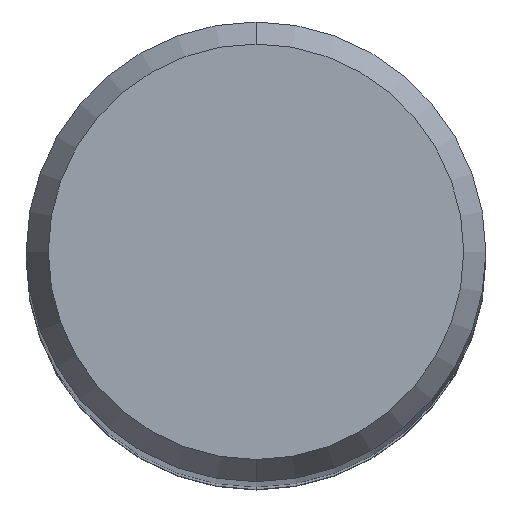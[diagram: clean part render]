
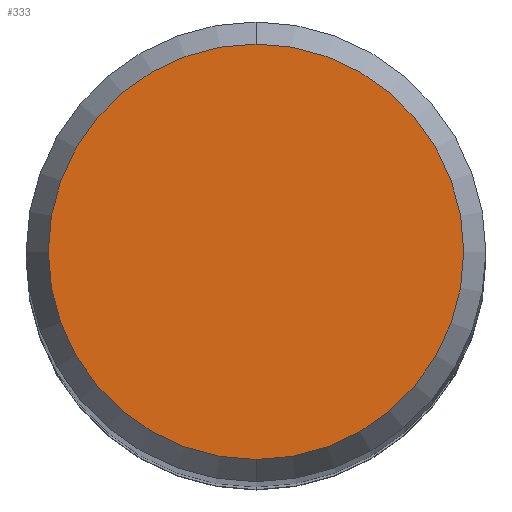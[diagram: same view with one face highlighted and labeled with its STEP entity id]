
A CAD part, top view. The second image highlights one B-rep face of the part: STEP entity #333.
In plain terms, the highlighted planar face has unit normal (0, 0, 1).
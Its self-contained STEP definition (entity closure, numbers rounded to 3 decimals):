
#281=EDGE_CURVE('',#377,#401,#662,.T.);
#333=ADVANCED_FACE('',(#723),#724,.T.);
#377=VERTEX_POINT('',#772);
#401=VERTEX_POINT('',#798);
#523=EDGE_CURVE('',#401,#377,#936,.T.);
#662=CIRCLE('',#1189,4.304);
#723=FACE_OUTER_BOUND('',#1310,.T.);
#724=PLANE('',#1311);
#772=CARTESIAN_POINT('',(0.,-4.304,0.0));
#798=CARTESIAN_POINT('',(0.0,4.304,0.0));
#936=CIRCLE('',#1654,4.304);
#1189=AXIS2_PLACEMENT_3D('',#1826,#1827,#1828);
#1310=EDGE_LOOP('',(#1899,#1900));
#1311=AXIS2_PLACEMENT_3D('',#1901,#1902,#1903);
#1654=AXIS2_PLACEMENT_3D('',#2158,#2159,#2160);
#1826=CARTESIAN_POINT('',(0.0,0.0,0.0));
#1827=DIRECTION('',(0.0,0.0,-1.0));
#1828=DIRECTION('',(0.0,1.0,0.0));
#1899=ORIENTED_EDGE('',*,*,#523,.F.);
#1900=ORIENTED_EDGE('',*,*,#281,.F.);
#1901=CARTESIAN_POINT('',(0.0,2.152,0.0));
#1902=DIRECTION('',(-0.0,0.0,1.0));
#1903=DIRECTION('',(0.0,-1.0,0.0));
#2158=CARTESIAN_POINT('',(0.0,0.0,0.0));
#2159=DIRECTION('',(0.0,0.0,-1.0));
#2160=DIRECTION('',(0.0,1.0,0.0));
